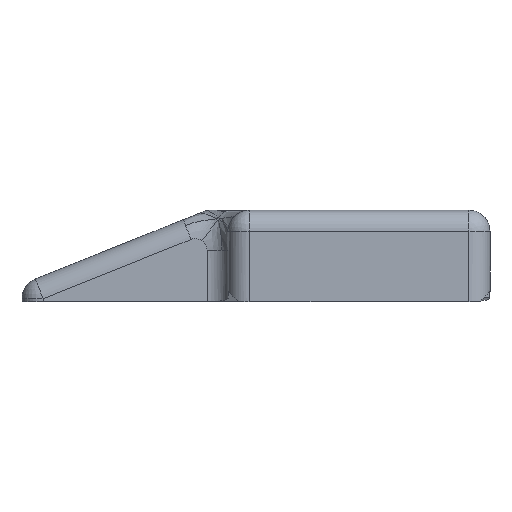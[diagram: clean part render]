
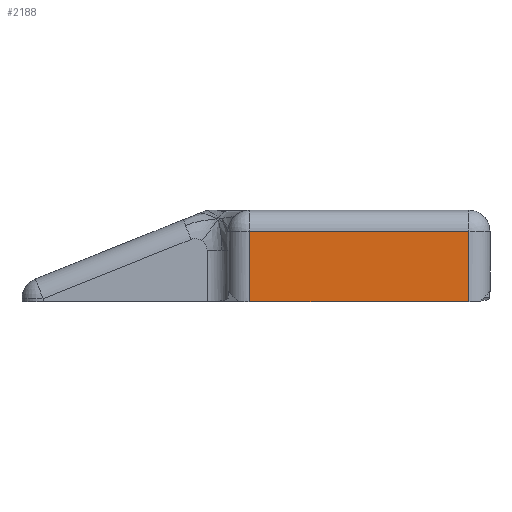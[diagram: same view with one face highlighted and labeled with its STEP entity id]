
A CAD part, left-side view. The second image highlights one B-rep face of the part: STEP entity #2188.
In plain terms, the highlighted planar face has unit normal (-1, 0, 0).
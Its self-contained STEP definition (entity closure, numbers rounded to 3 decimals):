
#117=LINE('',#5521,#288);
#120=LINE('',#5541,#291);
#126=LINE('',#5558,#297);
#165=LINE('',#5911,#336);
#168=LINE('',#5915,#339);
#288=VECTOR('',#2543,10.);
#291=VECTOR('',#2554,10.);
#297=VECTOR('',#2570,10.);
#336=VECTOR('',#2731,10.);
#339=VECTOR('',#2736,10.);
#476=PLANE('',#2401);
#581=FACE_OUTER_BOUND('',#719,.T.);
#719=EDGE_LOOP('',(#1840,#1841,#1842,#1843,#1844));
#953=VERTEX_POINT('',#5518);
#954=VERTEX_POINT('',#5520);
#957=VERTEX_POINT('',#5540);
#963=VERTEX_POINT('',#5556);
#1018=VERTEX_POINT('',#5907);
#1161=EDGE_CURVE('',#954,#953,#117,.T.);
#1167=EDGE_CURVE('',#957,#954,#120,.T.);
#1176=EDGE_CURVE('',#963,#953,#126,.T.);
#1252=EDGE_CURVE('',#957,#1018,#165,.T.);
#1255=EDGE_CURVE('',#1018,#963,#168,.T.);
#1840=ORIENTED_EDGE('',*,*,#1161,.T.);
#1841=ORIENTED_EDGE('',*,*,#1176,.F.);
#1842=ORIENTED_EDGE('',*,*,#1255,.F.);
#1843=ORIENTED_EDGE('',*,*,#1252,.F.);
#1844=ORIENTED_EDGE('',*,*,#1167,.T.);
#2188=ADVANCED_FACE('',(#581),#476,.T.);
#2401=AXIS2_PLACEMENT_3D('',#6142,#2912,#2913);
#2543=DIRECTION('',(0.,-1.,0.));
#2554=DIRECTION('',(0.,-1.,0.));
#2570=DIRECTION('',(0.,0.,-1.));
#2731=DIRECTION('',(0.,0.,1.));
#2736=DIRECTION('',(0.,-1.,0.));
#2912=DIRECTION('center_axis',(-1.,0.,0.));
#2913=DIRECTION('ref_axis',(0.,0.,
1.));
#5518=CARTESIAN_POINT('',(-26.,-12.25,-8.646));
#5520=CARTESIAN_POINT('',(-26.,0.,-8.646));
#5521=CARTESIAN_POINT('',(-26.,-7.125,-8.646));
#5540=CARTESIAN_POINT('',(-26.,8.5,-8.646));
#5541=CARTESIAN_POINT('',(-26.,-2.875,-8.645));
#5556=CARTESIAN_POINT('',(-26.,-12.25,-2.));
#5558=CARTESIAN_POINT('',(-26.,-12.25,-7.257));
#5907=CARTESIAN_POINT('',(-26.,8.5,-2.));
#5911=CARTESIAN_POINT('',(-26.,8.5,-9.676));
#5915=CARTESIAN_POINT('',(-26.,-14.25,-2.));
#6142=CARTESIAN_POINT('Origin',(-26.,-14.25,-9.676));
